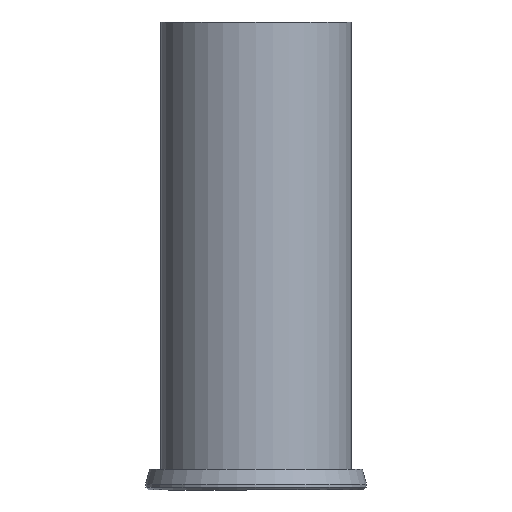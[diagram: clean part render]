
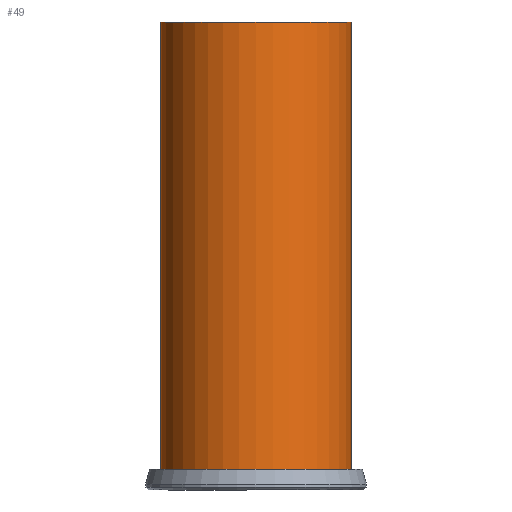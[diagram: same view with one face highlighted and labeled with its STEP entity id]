
A CAD part, front view. The second image highlights one B-rep face of the part: STEP entity #49.
In plain terms, the highlighted cylindrical face has radius 406.4 mm (diameter 812.8 mm), a full revolution.
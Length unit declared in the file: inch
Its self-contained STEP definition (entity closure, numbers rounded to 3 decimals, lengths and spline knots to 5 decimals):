
#49=ADVANCED_FACE('Unnamed[1]',(#112,#113),#114,.T.);
#55=EDGE_CURVE('Unnamed[1]',#122,#122,#123,.T.);
#78=EDGE_CURVE('Unnamed[1]',#158,#158,#159,.T.);
#112=FACE_BOUND('',#189,.T.);
#113=FACE_BOUND('',#190,.T.);
#114=CYLINDRICAL_SURFACE('',#191,16.0);
#122=VERTEX_POINT('',#202);
#123=CIRCLE('',#203,16.0);
#158=VERTEX_POINT('',#245);
#159=CIRCLE('',#246,16.0);
#189=EDGE_LOOP('',(#269));
#190=EDGE_LOOP('',(#270));
#191=AXIS2_PLACEMENT_3D('',#271,#272,#273);
#202=CARTESIAN_POINT('',(0.,16.0,3.5));
#203=AXIS2_PLACEMENT_3D('',#280,#281,#282);
#245=CARTESIAN_POINT('',(0.,16.0,78.5));
#246=AXIS2_PLACEMENT_3D('',#320,#321,#322);
#269=ORIENTED_EDGE('',*,*,#55,.F.);
#270=ORIENTED_EDGE('',*,*,#78,.T.);
#271=CARTESIAN_POINT('',(0.,0.,41.0));
#272=DIRECTION('',(0.,0.,-1.0));
#273=DIRECTION('',(0.,1.0,0.));
#280=CARTESIAN_POINT('',(0.,0.,3.5));
#281=DIRECTION('',(0.,0.,-1.0));
#282=DIRECTION('',(0.,1.0,0.));
#320=CARTESIAN_POINT('',(0.,0.,78.5));
#321=DIRECTION('',(0.,0.,-1.0));
#322=DIRECTION('',(0.,1.0,0.));
